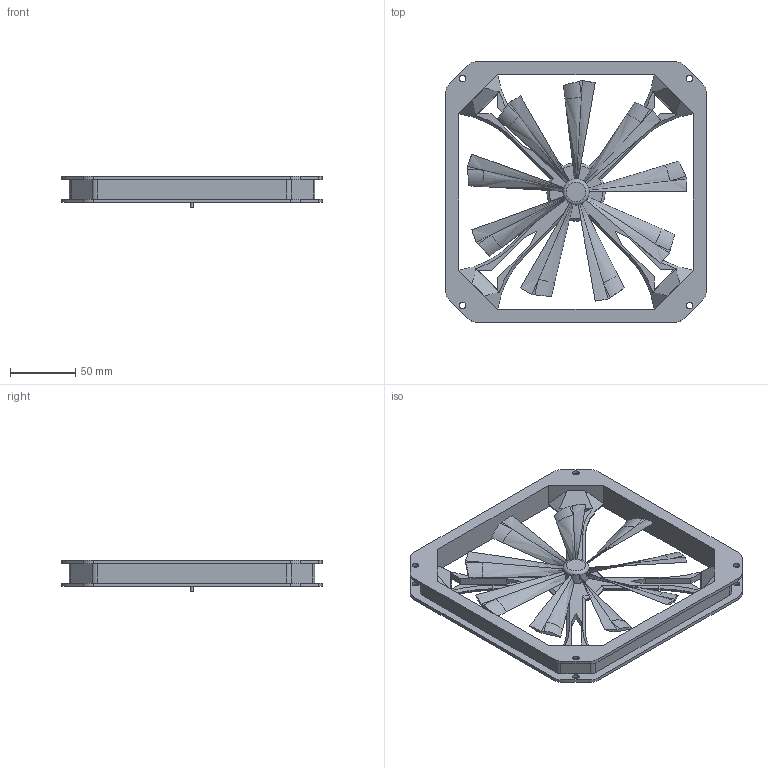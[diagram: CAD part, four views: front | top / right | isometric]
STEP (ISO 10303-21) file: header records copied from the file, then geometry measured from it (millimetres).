
FILE_DESCRIPTION(/* description */ (''),/* implementation_level */ '2;1');
FILE_NAME(/* name */ '2f7b20bc-9c5e-4a57-9a45-f63f10384aca.stp',/* time_stamp */ '2023-07-04T14:37:18Z',/* author */ (''),/* organization */ (''),/* preprocessor_version */ 'ST-DEVELOPER v20',/* originating_system */ 'Autodesk Translation Framework v12.9.0.99',/* authorisation */ '');
FILE_SCHEMA (('AUTOMOTIVE_DESIGN { 1 0 10303 214 3 1 1 }'));
Length unit declared in the file: millimetre
Products named in the file (3): Fan; Component1; 7804K119
Assembly tree (2 placements, depth 2):
  Fan
    Component1
    7804K119
Bounding box: 200 x 200 x 24 mm (x, y, z)
Volume: 162815.4 mm3; surface area: 115174.2 mm2
Topology: 27 solids, 27 shells, 453 faces, 1058 edges, 637 vertices
Faces by surface type: plane 248, cylinder 93, bspline 68, cone 28, sphere 12, torus 4
Full cylindrical faces by diameter (mm): 1.927 x1, 2 x1, 2.872 x1, 3.28 x4, 3.72 x4, 5 x9, 18 x2, 20 x1
Entity records: 16271 total; most frequent: CARTESIAN_POINT 6296, ORIENTED_EDGE 2068, DIRECTION 1911, EDGE_CURVE 1034, AXIS2_PLACEMENT_3D 654, VERTEX_POINT 637, LINE 603, VECTOR 603
